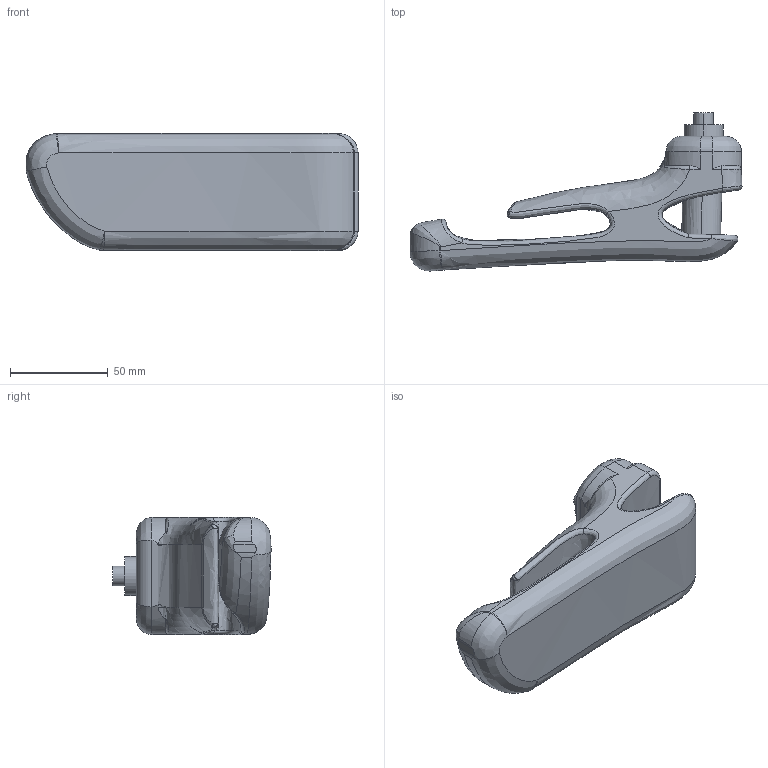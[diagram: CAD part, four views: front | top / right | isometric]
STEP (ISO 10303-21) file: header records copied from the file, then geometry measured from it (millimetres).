
FILE_DESCRIPTION (( 'STEP AP214' ), '1' );
FILE_NAME ('Foot.STEP', '2024-04-22T13:14:51', ( '' ), ( '' ), 'SwSTEP 2.0', 'SolidWorks 2023', '' );
FILE_SCHEMA (( 'AUTOMOTIVE_DESIGN' ));
Length unit declared in the file: millimetre
Products named in the file (1): Foot
Bounding box: 170.18 x 81.02 x 60 mm (x, y, z)
Volume: 277615.1 mm3; surface area: 41784.5 mm2
Topology: 1 solids, 1 shells, 94 faces, 237 edges, 143 vertices
Faces by surface type: bspline 54, cylinder 26, plane 13, sphere 1
Entity records: 11594 total; most frequent: CARTESIAN_POINT 9784, ORIENTED_EDGE 468, EDGE_CURVE 234, DIRECTION 225, VERTEX_POINT 143, B_SPLINE_CURVE_WITH_KNOTS 132, EDGE_LOOP 97, ADVANCED_FACE 94
